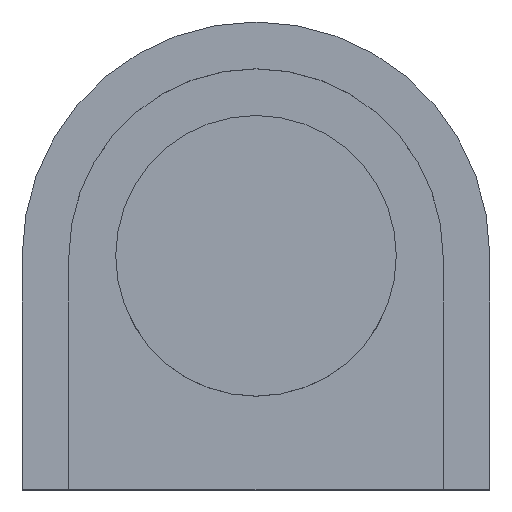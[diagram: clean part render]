
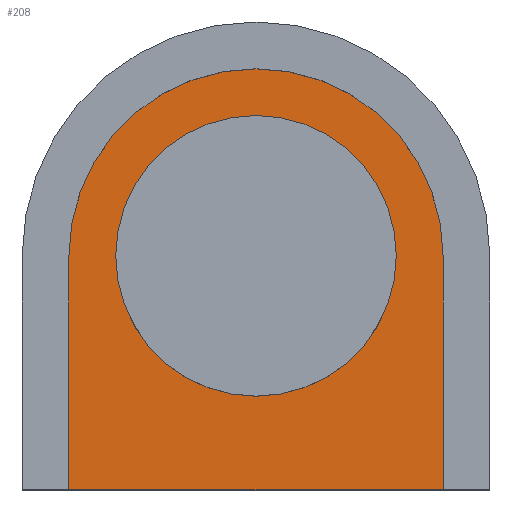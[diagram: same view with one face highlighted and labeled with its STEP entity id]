
A CAD part, top view. The second image highlights one B-rep face of the part: STEP entity #208.
In plain terms, the highlighted planar face has unit normal (0, 0, 1).
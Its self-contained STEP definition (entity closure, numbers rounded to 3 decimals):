
#15=FACE_BOUND('',#40,.T.);
#27=FACE_OUTER_BOUND('',#39,.T.);
#39=EDGE_LOOP('',(#170,#171,#172,#173));
#40=EDGE_LOOP('',(#174));
#58=LINE('',#346,#79);
#61=LINE('',#352,#82);
#63=LINE('',#356,#84);
#79=VECTOR('',#284,10.);
#82=VECTOR('',#289,10.);
#84=VECTOR('',#295,10.);
#90=CIRCLE('',#235,15.);
#91=CIRCLE('',#240,20.);
#105=VERTEX_POINT('',#338);
#106=VERTEX_POINT('',#343);
#107=VERTEX_POINT('',#345);
#108=VERTEX_POINT('',#349);
#109=VERTEX_POINT('',#351);
#127=EDGE_CURVE('',#105,#105,#90,.T.);
#129=EDGE_CURVE('',#106,#107,#58,.T.);
#132=EDGE_CURVE('',#108,#109,#61,.T.);
#134=EDGE_CURVE('',#109,#106,#91,.T.);
#135=EDGE_CURVE('',#107,#108,#63,.T.);
#170=ORIENTED_EDGE('',*,*,#134,.F.);
#171=ORIENTED_EDGE('',*,*,#132,.F.);
#172=ORIENTED_EDGE('',*,*,#135,.F.);
#173=ORIENTED_EDGE('',*,*,#129,.F.);
#174=ORIENTED_EDGE('',*,*,#127,.T.);
#197=PLANE('',#239);
#208=ADVANCED_FACE('',(#27,#15),#197,.F.);
#235=AXIS2_PLACEMENT_3D('',#340,#277,#278);
#239=AXIS2_PLACEMENT_3D('',#354,#291,#292);
#240=AXIS2_PLACEMENT_3D('',#355,#293,#294);
#277=DIRECTION('center_axis',(0.,0.,-1.));
#278=DIRECTION('ref_axis',(1.,0.,0.));
#284=DIRECTION('',(0.,-1.,0.));
#289=DIRECTION('',(0.,1.,0.));
#291=DIRECTION('center_axis',(0.,0.,-1.));
#292=DIRECTION('ref_axis',(0.,1.,0.));
#293=DIRECTION('center_axis',(0.,0.,-1.));
#294=DIRECTION('ref_axis',(0.,1.,0.));
#295=DIRECTION('',(-1.,0.,0.));
#338=CARTESIAN_POINT('',(-15.,0.,15.));
#340=CARTESIAN_POINT('Origin',(0.,0.,15.));
#343=CARTESIAN_POINT('',(20.,0.,15.));
#345=CARTESIAN_POINT('',(20.,-25.,15.));
#346=CARTESIAN_POINT('',(20.,-12.5,15.));
#349=CARTESIAN_POINT('',(-20.,-25.,15.));
#351=CARTESIAN_POINT('',(-20.,0.,15.));
#352=CARTESIAN_POINT('',(-20.,-12.5,15.));
#354=CARTESIAN_POINT('Origin',(0.,0.,15.));
#355=CARTESIAN_POINT('Origin',(0.,0.,15.));
#356=CARTESIAN_POINT('',(0.,-25.,15.));
